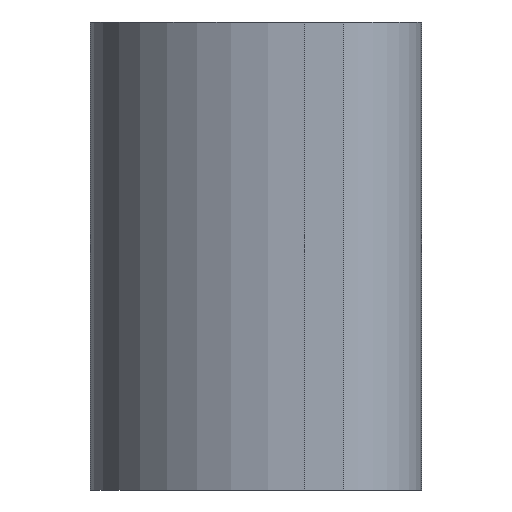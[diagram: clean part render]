
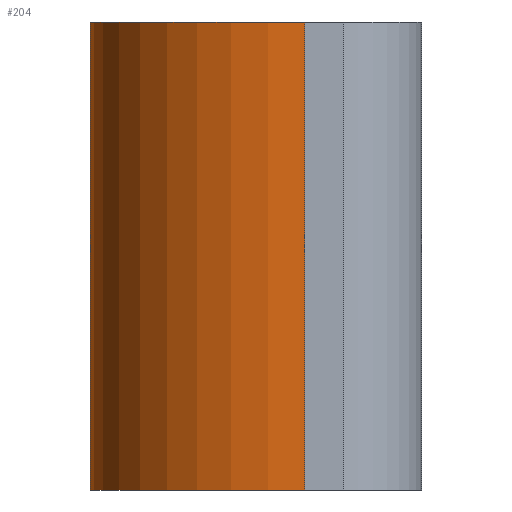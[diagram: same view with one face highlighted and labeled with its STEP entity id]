
A CAD part, left-side view. The second image highlights one B-rep face of the part: STEP entity #204.
In plain terms, the highlighted cylindrical face has radius 5.5 mm (diameter 11 mm), a partial arc.
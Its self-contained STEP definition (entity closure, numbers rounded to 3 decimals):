
#8 = EDGE_LOOP ( 'NONE', ( #293, #415, #539, #56 ) ) ;
#15 = CARTESIAN_POINT ( 'NONE',  ( -14.5, 3., 6. ) ) ;
#40 = DIRECTION ( 'NONE',  ( 0., 0., -1. ) ) ;
#56 = ORIENTED_EDGE ( 'NONE', *, *, #226, .T. ) ;
#75 = CARTESIAN_POINT ( 'NONE',  ( -25.5, 3., 6. ) ) ;
#102 = CARTESIAN_POINT ( 'NONE',  ( -25.5, 3., -6. ) ) ;
#125 = EDGE_CURVE ( 'NONE', #528, #594, #363, .T. ) ;
#164 = VERTEX_POINT ( 'NONE', #306 ) ;
#186 = AXIS2_PLACEMENT_3D ( 'NONE', #294, #262, #258 ) ;
#193 = AXIS2_PLACEMENT_3D ( 'NONE', #480, #437, #433 ) ;
#204 = ADVANCED_FACE ( 'NONE', ( #266 ), #492, .T. ) ;
#208 = AXIS2_PLACEMENT_3D ( 'NONE', #490, #486, #493 ) ;
#219 = VERTEX_POINT ( 'NONE', #450 ) ;
#226 = EDGE_CURVE ( 'NONE', #164, #219, #475, .T. ) ;
#248 = VECTOR ( 'NONE', #356, 1000. ) ;
#251 = CARTESIAN_POINT ( 'NONE',  ( -25.5, 3., 6. ) ) ;
#258 = DIRECTION ( 'NONE',  ( 1., 0., 0. ) ) ;
#262 = DIRECTION ( 'NONE',  ( 0., 0., 1. ) ) ;
#266 = FACE_OUTER_BOUND ( 'NONE', #8, .T. ) ;
#288 = CIRCLE ( 'NONE', #193, 5.5 ) ;
#293 = ORIENTED_EDGE ( 'NONE', *, *, #509, .T. ) ;
#294 = CARTESIAN_POINT ( 'NONE',  ( -20., 3., -6. ) ) ;
#306 = CARTESIAN_POINT ( 'NONE',  ( -14.5, 3., 6. ) ) ;
#356 = DIRECTION ( 'NONE',  ( 0., 0., -1. ) ) ;
#363 = LINE ( 'NONE', #75, #443 ) ;
#393 = EDGE_CURVE ( 'NONE', #164, #528, #288, .T. ) ;
#415 = ORIENTED_EDGE ( 'NONE', *, *, #125, .F. ) ;
#433 = DIRECTION ( 'NONE',  ( 1., 0., 0. ) ) ;
#437 = DIRECTION ( 'NONE',  ( 0., 0., 1. ) ) ;
#443 = VECTOR ( 'NONE', #40, 1000. ) ;
#450 = CARTESIAN_POINT ( 'NONE',  ( -14.5, 3., -6. ) ) ;
#475 = LINE ( 'NONE', #15, #248 ) ;
#480 = CARTESIAN_POINT ( 'NONE',  ( -20., 3., 6. ) ) ;
#486 = DIRECTION ( 'NONE',  ( 0., 0., -1. ) ) ;
#490 = CARTESIAN_POINT ( 'NONE',  ( -20., 3., 6. ) ) ;
#492 = CYLINDRICAL_SURFACE ( 'NONE', #208, 5.5 ) ;
#493 = DIRECTION ( 'NONE',  ( -1., 0., 0. ) ) ;
#509 = EDGE_CURVE ( 'NONE', #219, #594, #521, .T. ) ;
#521 = CIRCLE ( 'NONE', #186, 5.5 ) ;
#528 = VERTEX_POINT ( 'NONE', #251 ) ;
#539 = ORIENTED_EDGE ( 'NONE', *, *, #393, .F. ) ;
#594 = VERTEX_POINT ( 'NONE', #102 ) ;
